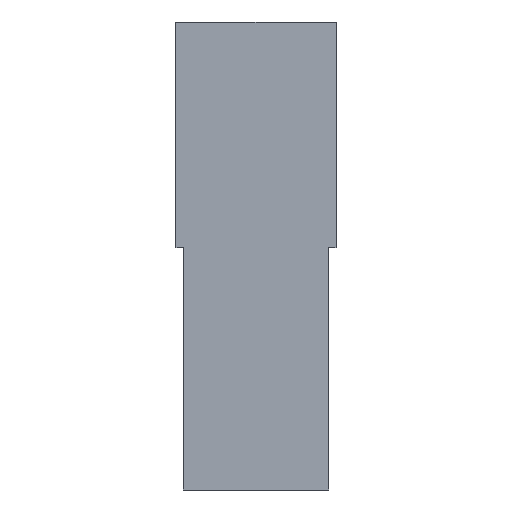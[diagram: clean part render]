
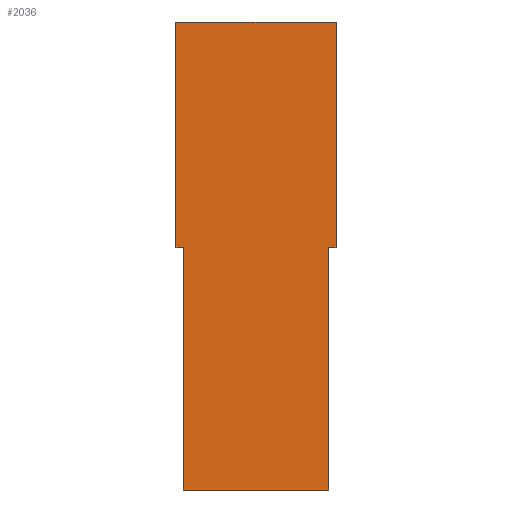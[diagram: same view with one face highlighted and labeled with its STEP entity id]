
A CAD part, front view. The second image highlights one B-rep face of the part: STEP entity #2036.
In plain terms, the highlighted planar face has unit normal (0, -1, 0).
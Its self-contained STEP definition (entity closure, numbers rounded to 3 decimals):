
#5 = VERTEX_POINT ( 'NONE', #1112 ) ;
#11 = VERTEX_POINT ( 'NONE', #1300 ) ;
#187 = ORIENTED_EDGE ( 'NONE', *, *, #2088, .F. ) ;
#188 = ORIENTED_EDGE ( 'NONE', *, *, #1962, .T. ) ;
#271 = EDGE_CURVE ( 'NONE', #2175, #5, #1496, .T. ) ;
#379 = CARTESIAN_POINT ( 'NONE',  ( -3., -2., 0. ) ) ;
#384 = DIRECTION ( 'NONE',  ( 1., 0., 0. ) ) ;
#388 = ORIENTED_EDGE ( 'NONE', *, *, #441, .F. ) ;
#421 = VECTOR ( 'NONE', #487, 1000. ) ;
#441 = EDGE_CURVE ( 'NONE', #2038, #636, #990, .T. ) ;
#442 = DIRECTION ( 'NONE',  ( 1., 0., 0. ) ) ;
#487 = DIRECTION ( 'NONE',  ( 0., 0., -1. ) ) ;
#496 = CARTESIAN_POINT ( 'NONE',  ( -3.3, -2., 19.3 ) ) ;
#525 = CARTESIAN_POINT ( 'NONE',  ( 3.3, -2., 19.3 ) ) ;
#549 = VERTEX_POINT ( 'NONE', #1923 ) ;
#607 = CARTESIAN_POINT ( 'NONE',  ( -3.3, -2., 19.3 ) ) ;
#636 = VERTEX_POINT ( 'NONE', #525 ) ;
#650 = VECTOR ( 'NONE', #384, 1000. ) ;
#817 = VECTOR ( 'NONE', #1958, 1000. ) ;
#859 = CARTESIAN_POINT ( 'NONE',  ( 3.3, -2., 19.3 ) ) ;
#912 = ORIENTED_EDGE ( 'NONE', *, *, #1375, .T. ) ;
#923 = FACE_OUTER_BOUND ( 'NONE', #1921, .T. ) ;
#931 = VECTOR ( 'NONE', #442, 1000. ) ;
#933 = CARTESIAN_POINT ( 'NONE',  ( -3.3, -2., 19.3 ) ) ;
#942 = EDGE_CURVE ( 'NONE', #2038, #11, #1704, .T. ) ;
#949 = AXIS2_PLACEMENT_3D ( 'NONE', #1767, #2110, #1004 ) ;
#990 = LINE ( 'NONE', #607, #931 ) ;
#1004 = DIRECTION ( 'NONE',  ( 0., 0., 1. ) ) ;
#1064 = LINE ( 'NONE', #1877, #1402 ) ;
#1090 = LINE ( 'NONE', #2084, #421 ) ;
#1112 = CARTESIAN_POINT ( 'NONE',  ( 3.3, -2., 10. ) ) ;
#1207 = VECTOR ( 'NONE', #1549, 1000. ) ;
#1210 = ORIENTED_EDGE ( 'NONE', *, *, #271, .T. ) ;
#1215 = LINE ( 'NONE', #859, #817 ) ;
#1224 = VECTOR ( 'NONE', #1841, 1000. ) ;
#1242 = CARTESIAN_POINT ( 'NONE',  ( 3., -2., 10. ) ) ;
#1295 = CARTESIAN_POINT ( 'NONE',  ( -3.3, -2., 10. ) ) ;
#1300 = CARTESIAN_POINT ( 'NONE',  ( -3.3, -2., 10. ) ) ;
#1375 = EDGE_CURVE ( 'NONE', #2295, #549, #2025, .T. ) ;
#1402 = VECTOR ( 'NONE', #2056, 1000. ) ;
#1407 = DIRECTION ( 'NONE',  ( 0., 0., -1. ) ) ;
#1413 = VECTOR ( 'NONE', #1407, 1000. ) ;
#1496 = LINE ( 'NONE', #1987, #650 ) ;
#1549 = DIRECTION ( 'NONE',  ( 1., 0., 0. ) ) ;
#1558 = PLANE ( 'NONE',  #949 ) ;
#1622 = ORIENTED_EDGE ( 'NONE', *, *, #2129, .F. ) ;
#1652 = ORIENTED_EDGE ( 'NONE', *, *, #1827, .T. ) ;
#1667 = VERTEX_POINT ( 'NONE', #1796 ) ;
#1704 = LINE ( 'NONE', #933, #1413 ) ;
#1767 = CARTESIAN_POINT ( 'NONE',  ( -3., -2., 10. ) ) ;
#1796 = CARTESIAN_POINT ( 'NONE',  ( -3., -2., 10. ) ) ;
#1827 = EDGE_CURVE ( 'NONE', #11, #1667, #2298, .T. ) ;
#1841 = DIRECTION ( 'NONE',  ( 1., 0., 0. ) ) ;
#1877 = CARTESIAN_POINT ( 'NONE',  ( -3., -2., 10. ) ) ;
#1921 = EDGE_LOOP ( 'NONE', ( #912, #187, #1210, #1622, #388, #1945, #1652, #188 ) ) ;
#1923 = CARTESIAN_POINT ( 'NONE',  ( 3., -2., 0. ) ) ;
#1945 = ORIENTED_EDGE ( 'NONE', *, *, #942, .T. ) ;
#1958 = DIRECTION ( 'NONE',  ( 0., 0., -1. ) ) ;
#1962 = EDGE_CURVE ( 'NONE', #1667, #2295, #1064, .T. ) ;
#1987 = CARTESIAN_POINT ( 'NONE',  ( -3.3, -2., 10. ) ) ;
#2025 = LINE ( 'NONE', #2240, #1207 ) ;
#2036 = ADVANCED_FACE ( 'NONE', ( #923 ), #1558, .F. ) ;
#2038 = VERTEX_POINT ( 'NONE', #496 ) ;
#2056 = DIRECTION ( 'NONE',  ( 0., 0., -1. ) ) ;
#2084 = CARTESIAN_POINT ( 'NONE',  ( 3., -2., 10. ) ) ;
#2088 = EDGE_CURVE ( 'NONE', #2175, #549, #1090, .T. ) ;
#2110 = DIRECTION ( 'NONE',  ( 0., 1., 0. ) ) ;
#2129 = EDGE_CURVE ( 'NONE', #636, #5, #1215, .T. ) ;
#2175 = VERTEX_POINT ( 'NONE', #1242 ) ;
#2240 = CARTESIAN_POINT ( 'NONE',  ( -3., -2., 0. ) ) ;
#2295 = VERTEX_POINT ( 'NONE', #379 ) ;
#2298 = LINE ( 'NONE', #1295, #1224 ) ;
